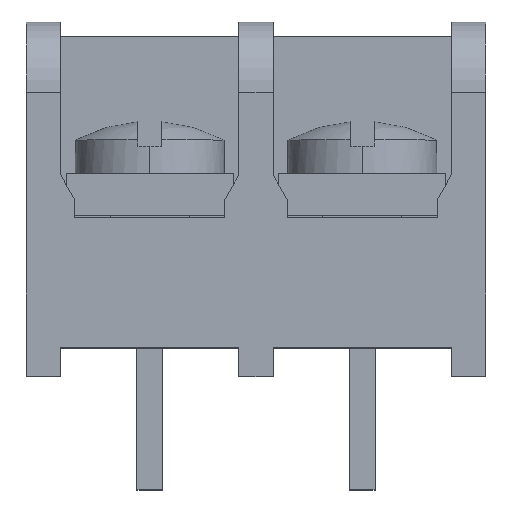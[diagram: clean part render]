
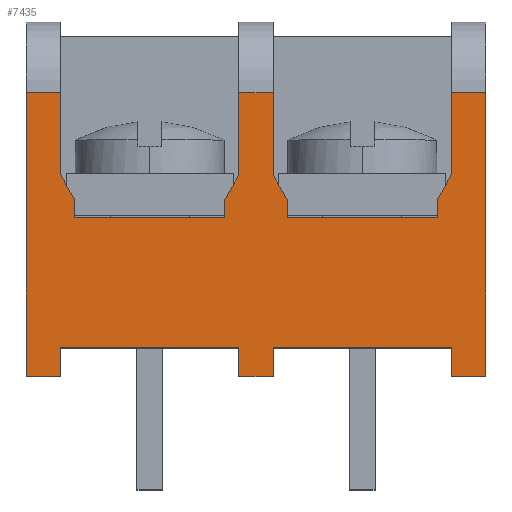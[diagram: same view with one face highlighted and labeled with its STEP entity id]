
A CAD part, top view. The second image highlights one B-rep face of the part: STEP entity #7435.
In plain terms, the highlighted planar face has unit normal (0, 0, 1).
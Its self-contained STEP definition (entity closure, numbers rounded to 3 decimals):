
#42=DIRECTION('',(0.,-1.,0.));
#43=VECTOR('',#42,12.7);
#44=CARTESIAN_POINT('',(-10.3,5.588,0.));
#45=LINE('',#44,#43);
#1349=DIRECTION('',(-1.,0.,0.));
#1350=VECTOR('',#1349,6.731);
#1351=CARTESIAN_POINT('',(8.128,0.,0.));
#1352=LINE('',#1351,#1350);
#1353=DIRECTION('',(0.,-1.,0.));
#1354=VECTOR('',#1353,0.813);
#1355=CARTESIAN_POINT('',(8.128,0.813,0.));
#1356=LINE('',#1355,#1354);
#1357=DIRECTION('',(-0.503,-0.865,0.));
#1358=VECTOR('',#1357,1.263);
#1359=CARTESIAN_POINT('',(8.763,1.905,0.));
#1360=LINE('',#1359,#1358);
#1361=DIRECTION('',(0.,-1.,0.));
#1362=VECTOR('',#1361,3.683);
#1363=CARTESIAN_POINT('',(8.763,5.588,0.));
#1364=LINE('',#1363,#1362);
#1365=DIRECTION('',(1.,0.,0.));
#1366=VECTOR('',#1365,1.537);
#1367=CARTESIAN_POINT('',(8.763,5.588,0.));
#1368=LINE('',#1367,#1366);
#1369=DIRECTION('',(0.,-1.,0.));
#1370=VECTOR('',#1369,1.27);
#1371=CARTESIAN_POINT('',(8.763,-5.842,0.));
#1372=LINE('',#1371,#1370);
#1373=DIRECTION('',(-1.,0.,0.));
#1374=VECTOR('',#1373,8.001);
#1375=CARTESIAN_POINT('',(8.763,-5.842,0.));
#1376=LINE('',#1375,#1374);
#1377=DIRECTION('',(0.,-1.,0.));
#1378=VECTOR('',#1377,1.27);
#1379=CARTESIAN_POINT('',(0.762,-5.842,0.));
#1380=LINE('',#1379,#1378);
#1381=DIRECTION('',(0.,-1.,0.));
#1382=VECTOR('',#1381,1.27);
#1383=CARTESIAN_POINT('',(-0.762,-5.842,0.));
#1384=LINE('',#1383,#1382);
#1385=DIRECTION('',(-1.,0.,0.));
#1386=VECTOR('',#1385,8.001);
#1387=CARTESIAN_POINT('',(-0.762,-5.842,0.));
#1388=LINE('',#1387,#1386);
#1389=DIRECTION('',(0.,-1.,0.));
#1390=VECTOR('',#1389,1.27);
#1391=CARTESIAN_POINT('',(-8.763,-5.842,0.));
#1392=LINE('',#1391,#1390);
#1393=DIRECTION('',(1.,0.,0.));
#1394=VECTOR('',#1393,1.537);
#1395=CARTESIAN_POINT('',(-10.3,5.588,0.));
#1396=LINE('',#1395,#1394);
#1397=DIRECTION('',(0.,-1.,0.));
#1398=VECTOR('',#1397,3.683);
#1399=CARTESIAN_POINT('',(-8.763,5.588,0.));
#1400=LINE('',#1399,#1398);
#1401=DIRECTION('',(-0.503,0.865,0.));
#1402=VECTOR('',#1401,1.263);
#1403=CARTESIAN_POINT('',(-8.128,0.813,0.));
#1404=LINE('',#1403,#1402);
#1405=DIRECTION('',(0.,1.,0.));
#1406=VECTOR('',#1405,0.813);
#1407=CARTESIAN_POINT('',(-8.128,0.,0.));
#1408=LINE('',#1407,#1406);
#1409=DIRECTION('',(-1.,0.,0.));
#1410=VECTOR('',#1409,6.731);
#1411=CARTESIAN_POINT('',(-1.397,0.,0.));
#1412=LINE('',#1411,#1410);
#1413=DIRECTION('',(0.,-1.,0.));
#1414=VECTOR('',#1413,0.813);
#1415=CARTESIAN_POINT('',(-1.397,0.813,0.));
#1416=LINE('',#1415,#1414);
#1417=DIRECTION('',(-0.503,-0.865,0.));
#1418=VECTOR('',#1417,1.263);
#1419=CARTESIAN_POINT('',(-0.762,1.905,0.));
#1420=LINE('',#1419,#1418);
#1421=DIRECTION('',(0.,-1.,0.));
#1422=VECTOR('',#1421,3.683);
#1423=CARTESIAN_POINT('',(-0.762,5.588,0.));
#1424=LINE('',#1423,#1422);
#1425=DIRECTION('',(1.,0.,0.));
#1426=VECTOR('',#1425,1.524);
#1427=CARTESIAN_POINT('',(-0.762,5.588,0.));
#1428=LINE('',#1427,#1426);
#1429=DIRECTION('',(0.,-1.,0.));
#1430=VECTOR('',#1429,3.683);
#1431=CARTESIAN_POINT('',(0.762,5.588,0.));
#1432=LINE('',#1431,#1430);
#1433=DIRECTION('',(-0.503,0.865,0.));
#1434=VECTOR('',#1433,1.263);
#1435=CARTESIAN_POINT('',(1.397,0.813,0.));
#1436=LINE('',#1435,#1434);
#1437=DIRECTION('',(0.,1.,0.));
#1438=VECTOR('',#1437,0.813);
#1439=CARTESIAN_POINT('',(1.397,0.,0.));
#1440=LINE('',#1439,#1438);
#1881=DIRECTION('',(1.,0.,0.));
#1882=VECTOR('',#1881,1.524);
#1883=CARTESIAN_POINT('',(-0.762,-7.112,0.));
#1884=LINE('',#1883,#1882);
#1889=DIRECTION('',(1.,0.,0.));
#1890=VECTOR('',#1889,1.537);
#1891=CARTESIAN_POINT('',(-10.3,-7.112,0.));
#1892=LINE('',#1891,#1890);
#1905=DIRECTION('',(1.,0.,0.));
#1906=VECTOR('',#1905,1.537);
#1907=CARTESIAN_POINT('',(8.763,-7.112,0.));
#1908=LINE('',#1907,#1906);
#1929=DIRECTION('',(0.,-1.,0.));
#1930=VECTOR('',#1929,12.7);
#1931=CARTESIAN_POINT('',(10.3,5.588,0.));
#1932=LINE('',#1931,#1930);
#5319=CARTESIAN_POINT('',(-10.3,5.588,0.));
#5320=CARTESIAN_POINT('',(-10.3,-7.112,0.));
#5321=VERTEX_POINT('',#5319);
#5322=VERTEX_POINT('',#5320);
#5333=CARTESIAN_POINT('',(10.3,5.588,0.));
#5334=CARTESIAN_POINT('',(10.3,-7.112,0.));
#5335=VERTEX_POINT('',#5333);
#5336=VERTEX_POINT('',#5334);
#5355=CARTESIAN_POINT('',(-0.762,-5.842,0.));
#5356=CARTESIAN_POINT('',(-0.762,-7.112,0.));
#5357=VERTEX_POINT('',#5355);
#5358=VERTEX_POINT('',#5356);
#5359=CARTESIAN_POINT('',(-8.763,-5.842,0.));
#5360=CARTESIAN_POINT('',(-8.763,-7.112,0.));
#5361=VERTEX_POINT('',#5359);
#5362=VERTEX_POINT('',#5360);
#5385=CARTESIAN_POINT('',(-0.762,5.588,0.));
#5386=VERTEX_POINT('',#5385);
#5387=CARTESIAN_POINT('',(-8.763,5.588,0.));
#5388=VERTEX_POINT('',#5387);
#5407=CARTESIAN_POINT('',(-8.128,0.813,0.));
#5409=VERTEX_POINT('',#5407);
#5411=CARTESIAN_POINT('',(-1.397,0.813,0.));
#5413=VERTEX_POINT('',#5411);
#5419=CARTESIAN_POINT('',(-0.762,1.905,0.));
#5420=VERTEX_POINT('',#5419);
#5425=CARTESIAN_POINT('',(-8.763,1.905,0.));
#5426=VERTEX_POINT('',#5425);
#5427=CARTESIAN_POINT('',(-1.397,0.,0.));
#5428=CARTESIAN_POINT('',(-8.128,0.,0.));
#5429=VERTEX_POINT('',#5427);
#5430=VERTEX_POINT('',#5428);
#5511=CARTESIAN_POINT('',(8.763,-5.842,0.));
#5512=CARTESIAN_POINT('',(8.763,-7.112,0.));
#5513=VERTEX_POINT('',#5511);
#5514=VERTEX_POINT('',#5512);
#5515=CARTESIAN_POINT('',(0.762,-5.842,0.));
#5516=CARTESIAN_POINT('',(0.762,-7.112,0.));
#5517=VERTEX_POINT('',#5515);
#5518=VERTEX_POINT('',#5516);
#5541=CARTESIAN_POINT('',(8.763,5.588,0.));
#5542=VERTEX_POINT('',#5541);
#5543=CARTESIAN_POINT('',(0.762,5.588,0.));
#5544=VERTEX_POINT('',#5543);
#5551=CARTESIAN_POINT('',(1.397,0.813,0.));
#5553=VERTEX_POINT('',#5551);
#5555=CARTESIAN_POINT('',(8.128,0.813,0.));
#5557=VERTEX_POINT('',#5555);
#5563=CARTESIAN_POINT('',(8.763,1.905,0.));
#5564=VERTEX_POINT('',#5563);
#5569=CARTESIAN_POINT('',(0.762,1.905,0.));
#5570=VERTEX_POINT('',#5569);
#5571=CARTESIAN_POINT('',(1.397,0.,0.));
#5572=VERTEX_POINT('',#5571);
#5573=CARTESIAN_POINT('',(8.128,0.,0.));
#5574=VERTEX_POINT('',#5573);
#7377=CARTESIAN_POINT('',(-10.3,5.588,0.));
#7378=DIRECTION('',(0.,0.,1.));
#7379=DIRECTION('',(0.,-1.,0.));
#7380=AXIS2_PLACEMENT_3D('',#7377,#7378,#7379);
#7381=PLANE('',#7380);
#7383=ORIENTED_EDGE('',*,*,#7382,.F.);
#7385=ORIENTED_EDGE('',*,*,#7384,.F.);
#7387=ORIENTED_EDGE('',*,*,#7386,.F.);
#7389=ORIENTED_EDGE('',*,*,#7388,.F.);
#7391=ORIENTED_EDGE('',*,*,#7390,.T.);
#7393=ORIENTED_EDGE('',*,*,#7392,.T.);
#7395=ORIENTED_EDGE('',*,*,#7394,.F.);
#7397=ORIENTED_EDGE('',*,*,#7396,.F.);
#7398=ORIENTED_EDGE('',*,*,#7285,.T.);
#7399=ORIENTED_EDGE('',*,*,#7321,.T.);
#7401=ORIENTED_EDGE('',*,*,#7400,.F.);
#7403=ORIENTED_EDGE('',*,*,#7402,.F.);
#7404=ORIENTED_EDGE('',*,*,#7242,.T.);
#7406=ORIENTED_EDGE('',*,*,#7405,.T.);
#7408=ORIENTED_EDGE('',*,*,#7407,.F.);
#7409=ORIENTED_EDGE('',*,*,#6646,.F.);
#7411=ORIENTED_EDGE('',*,*,#7410,.T.);
#7413=ORIENTED_EDGE('',*,*,#7412,.T.);
#7415=ORIENTED_EDGE('',*,*,#7414,.F.);
#7417=ORIENTED_EDGE('',*,*,#7416,.F.);
#7419=ORIENTED_EDGE('',*,*,#7418,.F.);
#7421=ORIENTED_EDGE('',*,*,#7420,.F.);
#7423=ORIENTED_EDGE('',*,*,#7422,.F.);
#7425=ORIENTED_EDGE('',*,*,#7424,.F.);
#7427=ORIENTED_EDGE('',*,*,#7426,.T.);
#7428=ORIENTED_EDGE('',*,*,#7354,.T.);
#7430=ORIENTED_EDGE('',*,*,#7429,.F.);
#7432=ORIENTED_EDGE('',*,*,#7431,.F.);
#7433=EDGE_LOOP('',(#7383,#7385,#7387,#7389,#7391,#7393,#7395,#7397,#7398,#7399,
#7401,#7403,#7404,#7406,#7408,#7409,#7411,#7413,#7415,#7417,#7419,#7421,#7423,
#7425,#7427,#7428,#7430,#7432));
#7434=FACE_OUTER_BOUND('',#7433,.F.);
#6646=EDGE_CURVE('',#5321,#5322,#45,.T.);
#7242=EDGE_CURVE('',#5357,#5361,#1388,.T.);
#7285=EDGE_CURVE('',#5513,#5517,#1376,.T.);
#7321=EDGE_CURVE('',#5517,#5518,#1380,.T.);
#7354=EDGE_CURVE('',#5544,#5570,#1432,.T.);
#7382=EDGE_CURVE('',#5574,#5572,#1352,.T.);
#7384=EDGE_CURVE('',#5557,#5574,#1356,.T.);
#7386=EDGE_CURVE('',#5564,#5557,#1360,.T.);
#7388=EDGE_CURVE('',#5542,#5564,#1364,.T.);
#7390=EDGE_CURVE('',#5542,#5335,#1368,.T.);
#7392=EDGE_CURVE('',#5335,#5336,#1932,.T.);
#7394=EDGE_CURVE('',#5514,#5336,#1908,.T.);
#7396=EDGE_CURVE('',#5513,#5514,#1372,.T.);
#7400=EDGE_CURVE('',#5358,#5518,#1884,.T.);
#7402=EDGE_CURVE('',#5357,#5358,#1384,.T.);
#7405=EDGE_CURVE('',#5361,#5362,#1392,.T.);
#7407=EDGE_CURVE('',#5322,#5362,#1892,.T.);
#7410=EDGE_CURVE('',#5321,#5388,#1396,.T.);
#7412=EDGE_CURVE('',#5388,#5426,#1400,.T.);
#7414=EDGE_CURVE('',#5409,#5426,#1404,.T.);
#7416=EDGE_CURVE('',#5430,#5409,#1408,.T.);
#7418=EDGE_CURVE('',#5429,#5430,#1412,.T.);
#7420=EDGE_CURVE('',#5413,#5429,#1416,.T.);
#7422=EDGE_CURVE('',#5420,#5413,#1420,.T.);
#7424=EDGE_CURVE('',#5386,#5420,#1424,.T.);
#7426=EDGE_CURVE('',#5386,#5544,#1428,.T.);
#7429=EDGE_CURVE('',#5553,#5570,#1436,.T.);
#7431=EDGE_CURVE('',#5572,#5553,#1440,.T.);
#7435=ADVANCED_FACE('',(#7434),#7381,.T.);
